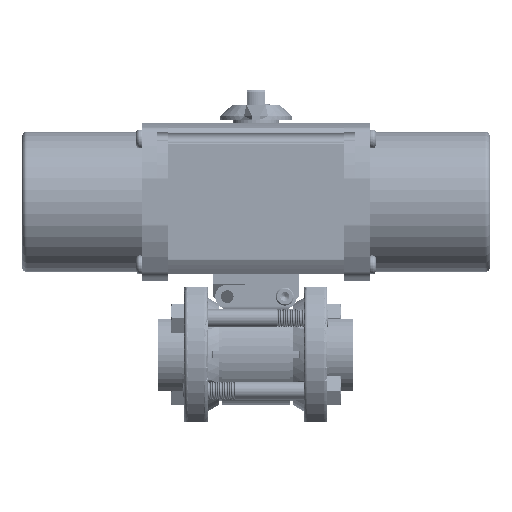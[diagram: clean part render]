
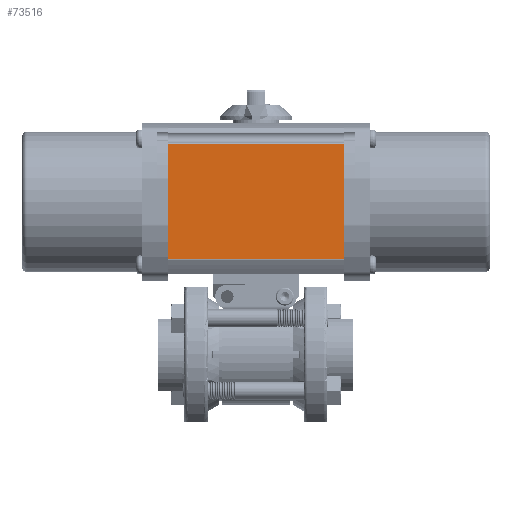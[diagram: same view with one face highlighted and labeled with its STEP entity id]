
A CAD part, top view. The second image highlights one B-rep face of the part: STEP entity #73516.
In plain terms, the highlighted planar face has unit normal (0, 0, 1).
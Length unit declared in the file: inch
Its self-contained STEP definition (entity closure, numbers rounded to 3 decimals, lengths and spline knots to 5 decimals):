
#479 = ORIENTED_EDGE ( 'NONE', *, *, #167738, .T. ) ;
#8450 = DIRECTION ( 'NONE',  ( 0., 1., 0. ) ) ;
#12616 = DIRECTION ( 'NONE',  ( 1., 0., 0. ) ) ;
#32778 = ORIENTED_EDGE ( 'NONE', *, *, #103393, .T. ) ;
#37031 = VERTEX_POINT ( 'NONE', #53913 ) ;
#48168 = VECTOR ( 'NONE', #149312, 39.37008 ) ;
#50113 = VERTEX_POINT ( 'NONE', #85355 ) ;
#50883 = ORIENTED_EDGE ( 'NONE', *, *, #165128, .F. ) ;
#53913 = CARTESIAN_POINT ( 'NONE',  ( -1.5275, 3.64713, 1.17 ) ) ;
#67827 = EDGE_CURVE ( 'NONE', #177453, #125860, #149957, .T. ) ;
#72567 = VECTOR ( 'NONE', #12616, 39.37008 ) ;
#73516 = ADVANCED_FACE ( 'NONE', ( #138361 ), #117264, .F. ) ;
#77061 = VECTOR ( 'NONE', #88110, 39.37008 ) ;
#80464 = CARTESIAN_POINT ( 'NONE',  ( -5.04033, 3.64713, 1.17 ) ) ;
#80583 = CARTESIAN_POINT ( 'NONE',  ( -5.04033, 1.65287, 1.17 ) ) ;
#82904 = VECTOR ( 'NONE', #8450, 39.37008 ) ;
#85355 = CARTESIAN_POINT ( 'NONE',  ( -1.5275, 1.65287, 1.17 ) ) ;
#88110 = DIRECTION ( 'NONE',  ( 0., -1., 0. ) ) ;
#89738 = LINE ( 'NONE', #80583, #72567 ) ;
#98795 = CARTESIAN_POINT ( 'NONE',  ( 1.5275, 3.64713, 1.17 ) ) ;
#101795 = CARTESIAN_POINT ( 'NONE',  ( 1.5275, 3.6544, 1.17 ) ) ;
#103393 = EDGE_CURVE ( 'NONE', #50113, #125860, #89738, .T. ) ;
#103490 = CARTESIAN_POINT ( 'NONE',  ( -5.04033, 3.6544, 1.17 ) ) ;
#117264 = PLANE ( 'NONE',  #159377 ) ;
#120879 = LINE ( 'NONE', #80464, #48168 ) ;
#125860 = VERTEX_POINT ( 'NONE', #165052 ) ;
#126626 = EDGE_LOOP ( 'NONE', ( #130041, #479, #50883, #32778 ) ) ;
#130041 = ORIENTED_EDGE ( 'NONE', *, *, #67827, .F. ) ;
#131102 = DIRECTION ( 'NONE',  ( 0., -1., 0. ) ) ;
#131494 = CARTESIAN_POINT ( 'NONE',  ( -1.5275, 3.6544, 1.17 ) ) ;
#138361 = FACE_OUTER_BOUND ( 'NONE', #126626, .T. ) ;
#144311 = DIRECTION ( 'NONE',  ( 0., 0., -1. ) ) ;
#149312 = DIRECTION ( 'NONE',  ( -1., 0., 0. ) ) ;
#149957 = LINE ( 'NONE', #101795, #77061 ) ;
#155840 = LINE ( 'NONE', #131494, #82904 ) ;
#159377 = AXIS2_PLACEMENT_3D ( 'NONE', #103490, #144311, #131102 ) ;
#165052 = CARTESIAN_POINT ( 'NONE',  ( 1.5275, 1.65287, 1.17 ) ) ;
#165128 = EDGE_CURVE ( 'NONE', #50113, #37031, #155840, .T. ) ;
#167738 = EDGE_CURVE ( 'NONE', #177453, #37031, #120879, .T. ) ;
#177453 = VERTEX_POINT ( 'NONE', #98795 ) ;
